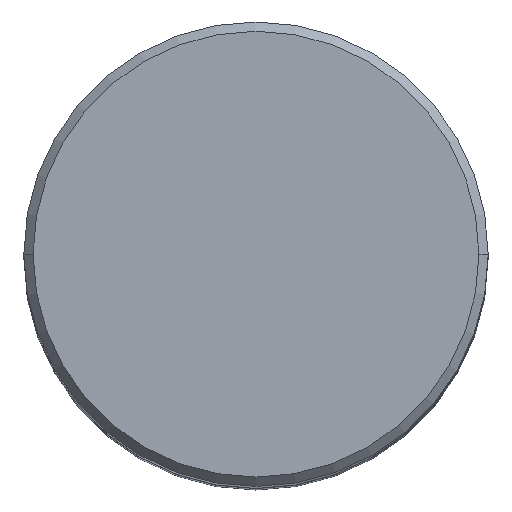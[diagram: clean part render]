
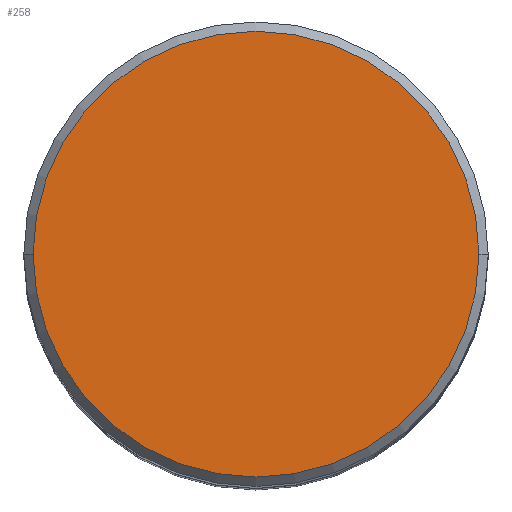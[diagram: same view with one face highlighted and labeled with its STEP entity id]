
A CAD part, top view. The second image highlights one B-rep face of the part: STEP entity #258.
In plain terms, the highlighted planar face has unit normal (0, 0, 1).
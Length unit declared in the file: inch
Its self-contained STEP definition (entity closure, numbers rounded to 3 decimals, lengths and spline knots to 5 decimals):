
#20 = CIRCLE ( 'NONE', #428, 0.48 ) ;
#51 = DIRECTION ( 'NONE',  ( 1., 0., 0. ) ) ;
#71 = DIRECTION ( 'NONE',  ( 0., 0., 1. ) ) ;
#93 = CIRCLE ( 'NONE', #253, 0.48 ) ;
#95 = CARTESIAN_POINT ( 'NONE',  ( 0., 0., 0. ) ) ;
#147 = PLANE ( 'NONE',  #312 ) ;
#188 = ORIENTED_EDGE ( 'NONE', *, *, #211, .T. ) ;
#209 = EDGE_LOOP ( 'NONE', ( #188, #352 ) ) ;
#211 = EDGE_CURVE ( 'NONE', #538, #545, #93, .T. ) ;
#250 = CARTESIAN_POINT ( 'NONE',  ( 0.48, 0., 0. ) ) ;
#253 = AXIS2_PLACEMENT_3D ( 'NONE', #95, #349, #51 ) ;
#258 = ADVANCED_FACE ( 'NONE', ( #531 ), #147, .F. ) ;
#312 = AXIS2_PLACEMENT_3D ( 'NONE', #489, #523, #536 ) ;
#333 = CARTESIAN_POINT ( 'NONE',  ( -0.48, 0., 0. ) ) ;
#349 = DIRECTION ( 'NONE',  ( 0., 0., 1. ) ) ;
#352 = ORIENTED_EDGE ( 'NONE', *, *, #510, .T. ) ;
#428 = AXIS2_PLACEMENT_3D ( 'NONE', #445, #71, #483 ) ;
#445 = CARTESIAN_POINT ( 'NONE',  ( 0., 0., 0. ) ) ;
#483 = DIRECTION ( 'NONE',  ( 1., 0., 0. ) ) ;
#489 = CARTESIAN_POINT ( 'NONE',  ( 0., 0.48, 0. ) ) ;
#510 = EDGE_CURVE ( 'NONE', #545, #538, #20, .T. ) ;
#523 = DIRECTION ( 'NONE',  ( 0., 0., -1. ) ) ;
#531 = FACE_OUTER_BOUND ( 'NONE', #209, .T. ) ;
#536 = DIRECTION ( 'NONE',  ( -1., 0., 0. ) ) ;
#538 = VERTEX_POINT ( 'NONE', #333 ) ;
#545 = VERTEX_POINT ( 'NONE', #250 ) ;
